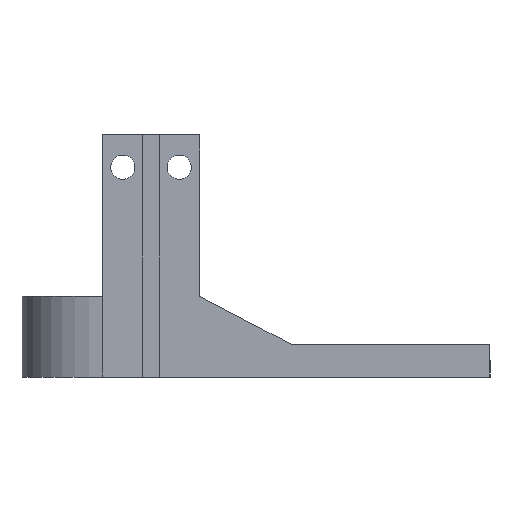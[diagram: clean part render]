
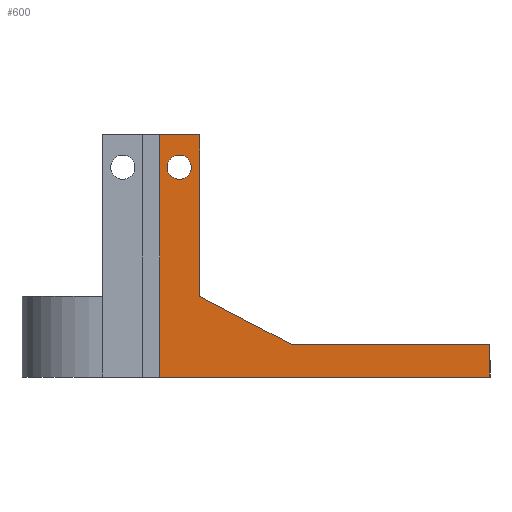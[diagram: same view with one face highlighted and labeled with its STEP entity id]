
A CAD part, left-side view. The second image highlights one B-rep face of the part: STEP entity #600.
In plain terms, the highlighted planar face has unit normal (-1, 0, 0).
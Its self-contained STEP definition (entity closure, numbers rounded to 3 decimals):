
#23 = CARTESIAN_POINT ( 'NONE',  ( -156.5, -2.05, 24.5 ) ) ;
#88 = CIRCLE ( 'NONE', #1238, 1.5 ) ;
#138 = CARTESIAN_POINT ( 'NONE',  ( -156.5, -4.55, 30. ) ) ;
#142 = VERTEX_POINT ( 'NONE', #1927 ) ;
#171 = DIRECTION ( 'NONE',  ( 0., -1., 0. ) ) ;
#204 = DIRECTION ( 'NONE',  ( 0., 0., 1. ) ) ;
#239 = DIRECTION ( 'NONE',  ( 0., 0., 1. ) ) ;
#245 = DIRECTION ( 'NONE',  ( 0., 0., -1. ) ) ;
#261 = CIRCLE ( 'NONE', #553, 1.5 ) ;
#310 = LINE ( 'NONE', #2031, #1504 ) ;
#338 = VERTEX_POINT ( 'NONE', #920 ) ;
#350 = VERTEX_POINT ( 'NONE', #1416 ) ;
#368 = VERTEX_POINT ( 'NONE', #23 ) ;
#398 = FACE_BOUND ( 'NONE', #1955, .T. ) ;
#403 = ORIENTED_EDGE ( 'NONE', *, *, #724, .T. ) ;
#412 = EDGE_CURVE ( 'NONE', #667, #368, #88, .T. ) ;
#414 = CARTESIAN_POINT ( 'NONE',  ( -156.5, -42.55, 10. ) ) ;
#430 = VERTEX_POINT ( 'NONE', #138 ) ;
#432 = FACE_OUTER_BOUND ( 'NONE', #1969, .T. ) ;
#448 = AXIS2_PLACEMENT_3D ( 'NONE', #414, #1034, #1817 ) ;
#487 = VECTOR ( 'NONE', #245, 1000. ) ;
#500 = CARTESIAN_POINT ( 'NONE',  ( -156.5, 0.4, 0. ) ) ;
#537 = CARTESIAN_POINT ( 'NONE',  ( -156.5, -2.05, 26. ) ) ;
#551 = VECTOR ( 'NONE', #879, 1000. ) ;
#553 = AXIS2_PLACEMENT_3D ( 'NONE', #537, #678, #239 ) ;
#592 = EDGE_CURVE ( 'NONE', #142, #338, #1193, .T. ) ;
#594 = ORIENTED_EDGE ( 'NONE', *, *, #412, .F. ) ;
#600 = ADVANCED_FACE ( 'NONE', ( #398, #432 ), #869, .F. ) ;
#633 = LINE ( 'NONE', #664, #1408 ) ;
#664 = CARTESIAN_POINT ( 'NONE',  ( -156.5, -4.55, 30. ) ) ;
#667 = VERTEX_POINT ( 'NONE', #951 ) ;
#678 = DIRECTION ( 'NONE',  ( -1., 0., 0. ) ) ;
#724 = EDGE_CURVE ( 'NONE', #1009, #350, #310, .T. ) ;
#768 = DIRECTION ( 'NONE',  ( 0., 0., -1. ) ) ;
#778 = CARTESIAN_POINT ( 'NONE',  ( -156.5, -13.028, 5.569 ) ) ;
#786 = DIRECTION ( 'NONE',  ( 0., 0., 1. ) ) ;
#801 = ORIENTED_EDGE ( 'NONE', *, *, #1455, .F. ) ;
#804 = DIRECTION ( 'NONE',  ( -1., 0., 0. ) ) ;
#820 = DIRECTION ( 'NONE',  ( 0., -0.886, -0.463 ) ) ;
#851 = LINE ( 'NONE', #500, #1539 ) ;
#856 = ORIENTED_EDGE ( 'NONE', *, *, #1104, .F. ) ;
#869 = PLANE ( 'NONE',  #448 ) ;
#879 = DIRECTION ( 'NONE',  ( 0., -1., 0. ) ) ;
#913 = CARTESIAN_POINT ( 'NONE',  ( -156.5, -4.55, 30. ) ) ;
#920 = CARTESIAN_POINT ( 'NONE',  ( -156.5, -40.55, 4. ) ) ;
#951 = CARTESIAN_POINT ( 'NONE',  ( -156.5, -2.05, 27.5 ) ) ;
#955 = DIRECTION ( 'NONE',  ( 0., -1., 0. ) ) ;
#977 = VERTEX_POINT ( 'NONE', #1852 ) ;
#1009 = VERTEX_POINT ( 'NONE', #1541 ) ;
#1034 = DIRECTION ( 'NONE',  ( 1., 0., 0. ) ) ;
#1042 = EDGE_CURVE ( 'NONE', #430, #1505, #1550, .T. ) ;
#1104 = EDGE_CURVE ( 'NONE', #1505, #142, #1144, .T. ) ;
#1144 = LINE ( 'NONE', #778, #1940 ) ;
#1149 = VECTOR ( 'NONE', #768, 1000. ) ;
#1193 = LINE ( 'NONE', #1995, #551 ) ;
#1194 = CARTESIAN_POINT ( 'NONE',  ( -156.5, -40.55, 4. ) ) ;
#1203 = LINE ( 'NONE', #1194, #487 ) ;
#1238 = AXIS2_PLACEMENT_3D ( 'NONE', #1272, #804, #786 ) ;
#1244 = EDGE_CURVE ( 'NONE', #368, #667, #261, .T. ) ;
#1272 = CARTESIAN_POINT ( 'NONE',  ( -156.5, -2.05, 26. ) ) ;
#1396 = ORIENTED_EDGE ( 'NONE', *, *, #592, .F. ) ;
#1408 = VECTOR ( 'NONE', #955, 1000. ) ;
#1416 = CARTESIAN_POINT ( 'NONE',  ( -156.5, -40.55, 0. ) ) ;
#1455 = EDGE_CURVE ( 'NONE', #977, #430, #633, .T. ) ;
#1475 = ORIENTED_EDGE ( 'NONE', *, *, #1834, .F. ) ;
#1504 = VECTOR ( 'NONE', #171, 1000. ) ;
#1505 = VERTEX_POINT ( 'NONE', #1571 ) ;
#1539 = VECTOR ( 'NONE', #204, 1000. ) ;
#1541 = CARTESIAN_POINT ( 'NONE',  ( -156.5, 0.4, 0. ) ) ;
#1550 = LINE ( 'NONE', #913, #1149 ) ;
#1571 = CARTESIAN_POINT ( 'NONE',  ( -156.5, -4.55, 10. ) ) ;
#1652 = ORIENTED_EDGE ( 'NONE', *, *, #1954, .F. ) ;
#1817 = DIRECTION ( 'NONE',  ( 0., 0., -1. ) ) ;
#1834 = EDGE_CURVE ( 'NONE', #1009, #977, #851, .T. ) ;
#1852 = CARTESIAN_POINT ( 'NONE',  ( -156.5, 0.4, 30. ) ) ;
#1881 = ORIENTED_EDGE ( 'NONE', *, *, #1042, .F. ) ;
#1927 = CARTESIAN_POINT ( 'NONE',  ( -156.5, -16.03, 4. ) ) ;
#1940 = VECTOR ( 'NONE', #820, 1000. ) ;
#1950 = ORIENTED_EDGE ( 'NONE', *, *, #1244, .F. ) ;
#1954 = EDGE_CURVE ( 'NONE', #338, #350, #1203, .T. ) ;
#1955 = EDGE_LOOP ( 'NONE', ( #594, #1950 ) ) ;
#1969 = EDGE_LOOP ( 'NONE', ( #1652, #1396, #856, #1881, #801, #1475, #403 ) ) ;
#1995 = CARTESIAN_POINT ( 'NONE',  ( -156.5, -16.03, 4. ) ) ;
#2031 = CARTESIAN_POINT ( 'NONE',  ( -156.5, -42.55, 0. ) ) ;
